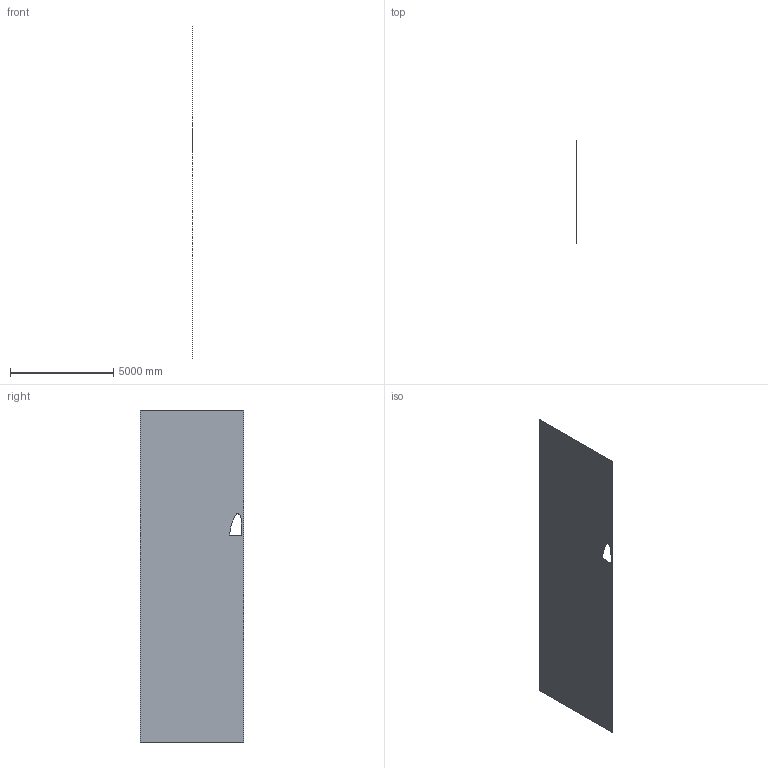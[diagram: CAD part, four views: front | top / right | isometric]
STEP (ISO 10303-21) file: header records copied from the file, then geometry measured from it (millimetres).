
FILE_DESCRIPTION (( 'STEP AP214' ), '1' );
FILE_NAME ('Nosecone_Design_1_CFD.STEP', '2024-08-17T07:12:28', ( '' ), ( '' ), 'SwSTEP 2.0', 'SolidWorks 2024', '' );
FILE_SCHEMA (( 'AUTOMOTIVE_DESIGN' ));
Length unit declared in the file: inch
Products named in the file (1): Nosecone_Design_1_CFD
Bounding box: 0 x 5000 x 16079.35 mm (x, y, z)
Surface area: 79923690.6 mm2 (no closed solid volume)
Topology: 0 solids, 1 shells, 1 faces, 12 edges, 12 vertices
Faces by surface type: bspline 1
Entity records: 683 total; most frequent: CARTESIAN_POINT 606, ORIENTED_EDGE 12, EDGE_CURVE 12, VERTEX_POINT 12, B_SPLINE_CURVE_WITH_KNOTS 11, DIRECTION 3, APPLICATION_PROTOCOL_DEFINITION 2, APPLICATION_CONTEXT 2
